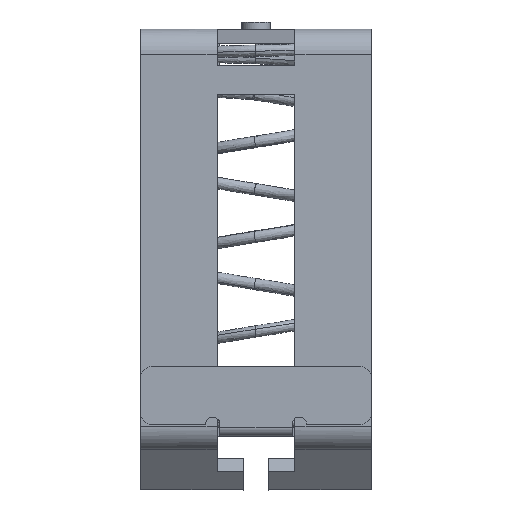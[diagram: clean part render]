
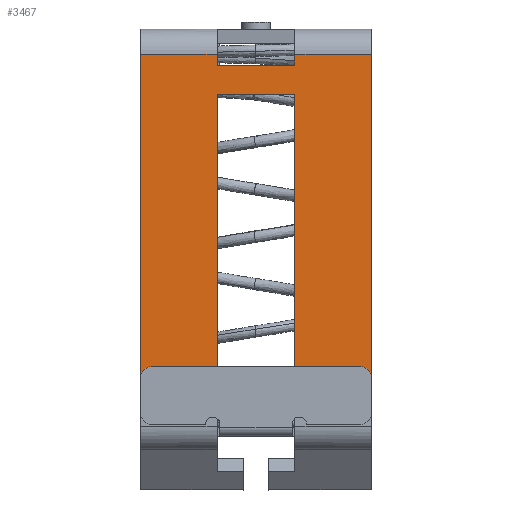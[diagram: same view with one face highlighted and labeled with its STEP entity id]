
A CAD part, left-side view. The second image highlights one B-rep face of the part: STEP entity #3467.
In plain terms, the highlighted planar face has unit normal (-1, 0, 0).
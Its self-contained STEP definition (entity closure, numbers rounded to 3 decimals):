
#3397=AXIS2_PLACEMENT_3D('Plane Axis2P3D',#3394,#3395,#3396) ;
#3431=AXIS2_PLACEMENT_3D('Circle Axis2P3D',#3429,#3430,$) ;
#3441=AXIS2_PLACEMENT_3D('Circle Axis2P3D',#3439,#3440,$) ;
#1944=CARTESIAN_POINT('Vertex',(1.2,0.,60.399)) ;
#1972=CARTESIAN_POINT('Vertex',(1.2,10.6,60.399)) ;
#2057=CARTESIAN_POINT('Vertex',(1.2,21.4,60.399)) ;
#2108=CARTESIAN_POINT('Vertex',(1.2,32.,60.399)) ;
#2770=CARTESIAN_POINT('Line Origine',(1.2,16.,60.399)) ;
#2775=CARTESIAN_POINT('Line Origine',(1.2,16.,60.399)) ;
#2872=CARTESIAN_POINT('Line Origine',(1.2,0.,38.007)) ;
#2876=CARTESIAN_POINT('Vertex',(1.2,0.,15.615)) ;
#2942=CARTESIAN_POINT('Vertex',(1.2,10.6,58.889)) ;
#2945=CARTESIAN_POINT('Line Origine',(1.2,10.6,59.644)) ;
#2975=CARTESIAN_POINT('Line Origine',(1.2,21.4,59.644)) ;
#2979=CARTESIAN_POINT('Vertex',(1.2,21.4,58.889)) ;
#3098=CARTESIAN_POINT('Vertex',(1.2,32.,15.615)) ;
#3101=CARTESIAN_POINT('Line Origine',(1.2,32.,38.007)) ;
#3394=CARTESIAN_POINT('Axis2P3D Location',(1.2,16.,61.899)) ;
#3399=CARTESIAN_POINT('Line Origine',(1.2,21.4,36.002)) ;
#3403=CARTESIAN_POINT('Vertex',(1.2,21.4,54.889)) ;
#3405=CARTESIAN_POINT('Vertex',(1.2,21.4,17.115)) ;
#3408=CARTESIAN_POINT('Line Origine',(1.2,16.,54.889)) ;
#3412=CARTESIAN_POINT('Vertex',(1.2,10.6,54.889)) ;
#3415=CARTESIAN_POINT('Line Origine',(1.2,10.6,36.002)) ;
#3419=CARTESIAN_POINT('Vertex',(1.2,10.6,17.115)) ;
#3422=CARTESIAN_POINT('Line Origine',(1.2,6.05,17.115)) ;
#3426=CARTESIAN_POINT('Vertex',(1.2,1.5,17.115)) ;
#3429=CARTESIAN_POINT('Axis2P3D Location',(1.2,1.5,15.615)) ;
#3434=CARTESIAN_POINT('Line Origine',(1.2,16.,58.889)) ;
#3439=CARTESIAN_POINT('Axis2P3D Location',(1.2,30.5,15.615)) ;
#3443=CARTESIAN_POINT('Vertex',(1.2,30.5,17.115)) ;
#3446=CARTESIAN_POINT('Line Origine',(1.2,25.95,17.115)) ;
#2771=DIRECTION('Vector Direction',(0.,1.,0.)) ;
#2776=DIRECTION('Vector Direction',(0.,1.,0.)) ;
#2873=DIRECTION('Vector Direction',(0.,0.,1.)) ;
#2946=DIRECTION('Vector Direction',(0.,0.,1.)) ;
#2976=DIRECTION('Vector Direction',(0.,0.,1.)) ;
#3102=DIRECTION('Vector Direction',(0.,0.,1.)) ;
#3395=DIRECTION('Axis2P3D Direction',(-1.,0.,0.)) ;
#3396=DIRECTION('Axis2P3D XDirection',(0.,1.,0.)) ;
#3400=DIRECTION('Vector Direction',(0.,0.,-1.)) ;
#3409=DIRECTION('Vector Direction',(0.,-1.,0.)) ;
#3416=DIRECTION('Vector Direction',(0.,0.,-1.)) ;
#3423=DIRECTION('Vector Direction',(0.,1.,0.)) ;
#3430=DIRECTION('Axis2P3D Direction',(-1.,0.,0.)) ;
#3435=DIRECTION('Vector Direction',(0.,-1.,0.)) ;
#3440=DIRECTION('Axis2P3D Direction',(-1.,0.,0.)) ;
#3447=DIRECTION('Vector Direction',(0.,1.,0.)) ;
#2772=VECTOR('Line Direction',#2771,1.) ;
#2777=VECTOR('Line Direction',#2776,1.) ;
#2874=VECTOR('Line Direction',#2873,1.) ;
#2947=VECTOR('Line Direction',#2946,1.) ;
#2977=VECTOR('Line Direction',#2976,1.) ;
#3103=VECTOR('Line Direction',#3102,1.) ;
#3401=VECTOR('Line Direction',#3400,1.) ;
#3410=VECTOR('Line Direction',#3409,1.) ;
#3417=VECTOR('Line Direction',#3416,1.) ;
#3424=VECTOR('Line Direction',#3423,1.) ;
#3436=VECTOR('Line Direction',#3435,1.) ;
#3448=VECTOR('Line Direction',#3447,1.) ;
#3452=ORIENTED_EDGE('',*,*,#3407,.F.) ;
#3453=ORIENTED_EDGE('',*,*,#3414,.T.) ;
#3454=ORIENTED_EDGE('',*,*,#3421,.T.) ;
#3455=ORIENTED_EDGE('',*,*,#3428,.T.) ;
#3456=ORIENTED_EDGE('',*,*,#3433,.F.) ;
#3457=ORIENTED_EDGE('',*,*,#2878,.T.) ;
#3458=ORIENTED_EDGE('',*,*,#2774,.T.) ;
#3459=ORIENTED_EDGE('',*,*,#2949,.F.) ;
#3460=ORIENTED_EDGE('',*,*,#3438,.F.) ;
#3461=ORIENTED_EDGE('',*,*,#2981,.T.) ;
#3462=ORIENTED_EDGE('',*,*,#2779,.T.) ;
#3463=ORIENTED_EDGE('',*,*,#3105,.F.) ;
#3464=ORIENTED_EDGE('',*,*,#3445,.F.) ;
#3465=ORIENTED_EDGE('',*,*,#3450,.T.) ;
#3467=ADVANCED_FACE('MANIFOLD_SOLID_BREP #38',(#3466),#3398,.T.) ;
#3432=CIRCLE('generated circle',#3431,1.5) ;
#3442=CIRCLE('generated circle',#3441,1.5) ;
#2774=EDGE_CURVE('',#1945,#1973,#2773,.T.) ;
#2779=EDGE_CURVE('',#2058,#2109,#2778,.T.) ;
#2878=EDGE_CURVE('',#2877,#1945,#2875,.T.) ;
#2949=EDGE_CURVE('',#2943,#1973,#2948,.T.) ;
#2981=EDGE_CURVE('',#2980,#2058,#2978,.T.) ;
#3105=EDGE_CURVE('',#3099,#2109,#3104,.T.) ;
#3407=EDGE_CURVE('',#3404,#3406,#3402,.T.) ;
#3414=EDGE_CURVE('',#3404,#3413,#3411,.T.) ;
#3421=EDGE_CURVE('',#3413,#3420,#3418,.T.) ;
#3428=EDGE_CURVE('',#3420,#3427,#3425,.F.) ;
#3433=EDGE_CURVE('',#2877,#3427,#3432,.T.) ;
#3438=EDGE_CURVE('',#2980,#2943,#3437,.T.) ;
#3445=EDGE_CURVE('',#3444,#3099,#3442,.T.) ;
#3450=EDGE_CURVE('',#3444,#3406,#3449,.F.) ;
#3451=EDGE_LOOP('',(#3452,#3453,#3454,#3455,#3456,#3457,#3458,#3459,#3460,#3461,#3462,#3463,#3464,#3465)) ;
#3466=FACE_OUTER_BOUND('',#3451,.T.) ;
#2773=LINE('Line',#2770,#2772) ;
#2778=LINE('Line',#2775,#2777) ;
#2875=LINE('Line',#2872,#2874) ;
#2948=LINE('Line',#2945,#2947) ;
#2978=LINE('Line',#2975,#2977) ;
#3104=LINE('Line',#3101,#3103) ;
#3402=LINE('Line',#3399,#3401) ;
#3411=LINE('Line',#3408,#3410) ;
#3418=LINE('Line',#3415,#3417) ;
#3425=LINE('Line',#3422,#3424) ;
#3437=LINE('Line',#3434,#3436) ;
#3449=LINE('Line',#3446,#3448) ;
#3398=PLANE('',#3397) ;
#1945=VERTEX_POINT('',#1944) ;
#1973=VERTEX_POINT('',#1972) ;
#2058=VERTEX_POINT('',#2057) ;
#2109=VERTEX_POINT('',#2108) ;
#2877=VERTEX_POINT('',#2876) ;
#2943=VERTEX_POINT('',#2942) ;
#2980=VERTEX_POINT('',#2979) ;
#3099=VERTEX_POINT('',#3098) ;
#3404=VERTEX_POINT('',#3403) ;
#3406=VERTEX_POINT('',#3405) ;
#3413=VERTEX_POINT('',#3412) ;
#3420=VERTEX_POINT('',#3419) ;
#3427=VERTEX_POINT('',#3426) ;
#3444=VERTEX_POINT('',#3443) ;
